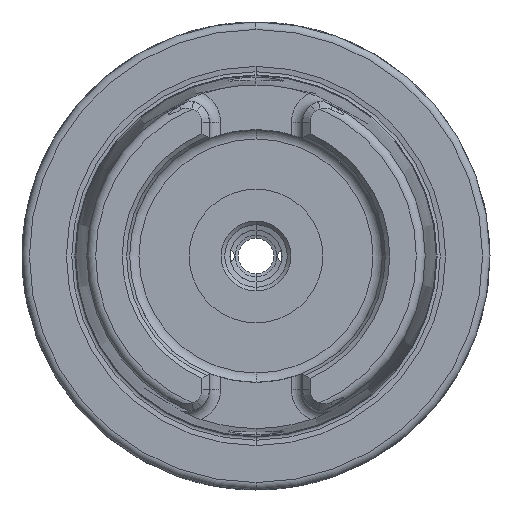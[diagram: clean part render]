
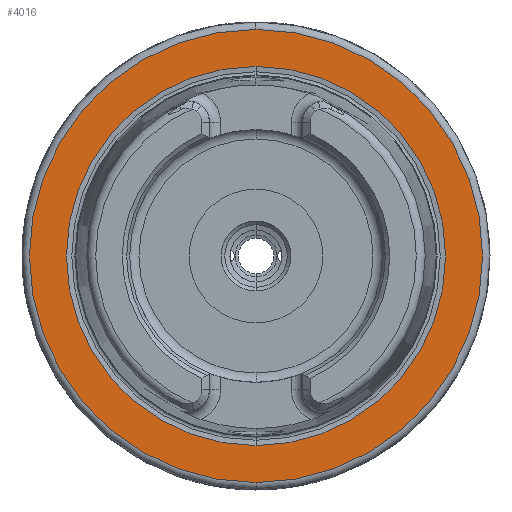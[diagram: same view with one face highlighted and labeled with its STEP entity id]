
A CAD part, left-side view. The second image highlights one B-rep face of the part: STEP entity #4016.
In plain terms, the highlighted planar face has unit normal (-1, 0, 0).
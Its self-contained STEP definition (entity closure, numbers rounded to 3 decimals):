
#7 = CARTESIAN_POINT ( 'NONE',  ( -64., 0., 30.5 ) ) ;
#447 = VERTEX_POINT ( 'NONE', #7 ) ;
#510 = AXIS2_PLACEMENT_3D ( 'NONE', #7381, #3699, #7889 ) ;
#1331 = VERTEX_POINT ( 'NONE', #1968 ) ;
#1501 = EDGE_CURVE ( 'NONE', #2348, #447, #7830, .T. ) ;
#1525 = EDGE_CURVE ( 'NONE', #5558, #1331, #7820, .T. ) ;
#1900 = ORIENTED_EDGE ( 'NONE', *, *, #1501, .T. ) ;
#1958 = ORIENTED_EDGE ( 'NONE', *, *, #2637, .T. ) ;
#1968 = CARTESIAN_POINT ( 'NONE',  ( -64., 0., 25.521 ) ) ;
#1981 = ORIENTED_EDGE ( 'NONE', *, *, #3151, .T. ) ;
#2023 = ORIENTED_EDGE ( 'NONE', *, *, #1525, .T. ) ;
#2042 = CARTESIAN_POINT ( 'NONE',  ( -64., 31.5, 0. ) ) ;
#2348 = VERTEX_POINT ( 'NONE', #4614 ) ;
#2480 = DIRECTION ( 'NONE',  ( 1., 0., 0. ) ) ;
#2637 = EDGE_CURVE ( 'NONE', #447, #2348, #6899, .T. ) ;
#2732 = PLANE ( 'NONE',  #4803 ) ;
#2970 = DIRECTION ( 'NONE',  ( 1., 0., 0. ) ) ;
#3151 = EDGE_CURVE ( 'NONE', #1331, #5558, #6427, .T. ) ;
#3436 = DIRECTION ( 'NONE',  ( 1., 0., 0. ) ) ;
#3453 = AXIS2_PLACEMENT_3D ( 'NONE', #6842, #2970, #7356 ) ;
#3632 = DIRECTION ( 'NONE',  ( -1., 0., 0. ) ) ;
#3634 = AXIS2_PLACEMENT_3D ( 'NONE', #7330, #3632, #7847 ) ;
#3699 = DIRECTION ( 'NONE',  ( -1., 0., 0. ) ) ;
#3904 = EDGE_LOOP ( 'NONE', ( #1981, #2023 ) ) ;
#4016 = ADVANCED_FACE ( 'NONE', ( #5557, #5539 ), #2732, .F. ) ;
#4614 = CARTESIAN_POINT ( 'NONE',  ( -64., 0., -30.5 ) ) ;
#4803 = AXIS2_PLACEMENT_3D ( 'NONE', #2042, #3436, #7706 ) ;
#5539 = FACE_BOUND ( 'NONE', #3904, .T. ) ;
#5557 = FACE_OUTER_BOUND ( 'NONE', #7010, .T. ) ;
#5558 = VERTEX_POINT ( 'NONE', #6903 ) ;
#6427 = CIRCLE ( 'NONE', #7389, 25.521 ) ;
#6455 = CARTESIAN_POINT ( 'NONE',  ( -64., 0., 0. ) ) ;
#6842 = CARTESIAN_POINT ( 'NONE',  ( -64., 0., 0. ) ) ;
#6899 = CIRCLE ( 'NONE', #510, 30.5 ) ;
#6903 = CARTESIAN_POINT ( 'NONE',  ( -64., 0., -25.521 ) ) ;
#6991 = DIRECTION ( 'NONE',  ( 0., 0., -1. ) ) ;
#7010 = EDGE_LOOP ( 'NONE', ( #1900, #1958 ) ) ;
#7330 = CARTESIAN_POINT ( 'NONE',  ( -64., 0., 0. ) ) ;
#7356 = DIRECTION ( 'NONE',  ( 0., 0., -1. ) ) ;
#7381 = CARTESIAN_POINT ( 'NONE',  ( -64., 0., 0. ) ) ;
#7389 = AXIS2_PLACEMENT_3D ( 'NONE', #6455, #2480, #6991 ) ;
#7706 = DIRECTION ( 'NONE',  ( 0., 0., -1. ) ) ;
#7820 = CIRCLE ( 'NONE', #3453, 25.521 ) ;
#7830 = CIRCLE ( 'NONE', #3634, 30.5 ) ;
#7847 = DIRECTION ( 'NONE',  ( 0., 0., -1. ) ) ;
#7889 = DIRECTION ( 'NONE',  ( 0., 0., -1. ) ) ;
